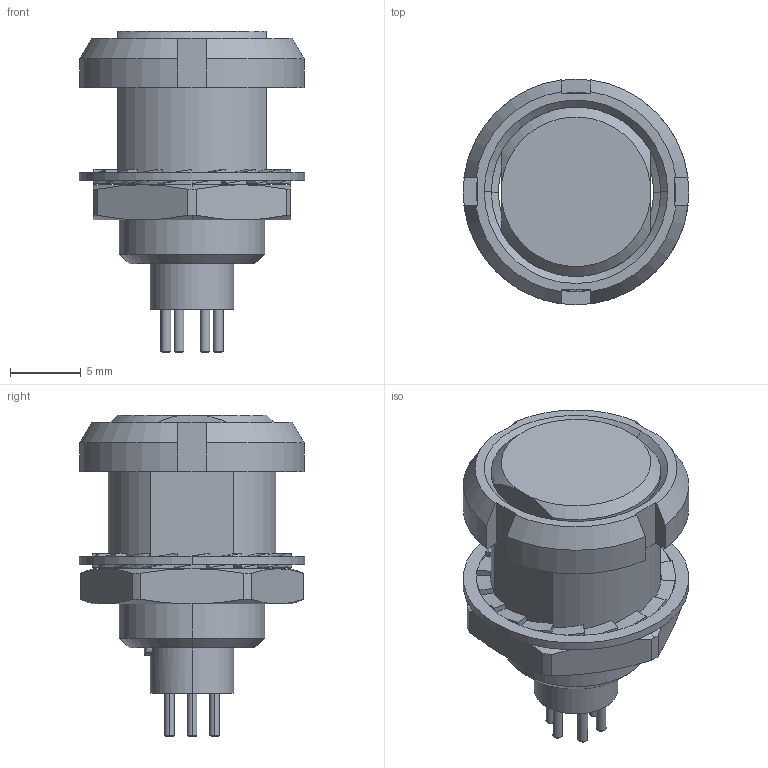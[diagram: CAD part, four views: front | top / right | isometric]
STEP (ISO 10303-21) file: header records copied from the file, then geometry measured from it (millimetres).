
FILE_DESCRIPTION(('FreeCAD Model'),'2;1');
FILE_NAME('LEMO_ECG_1B_306_CLN.step', '2019-10-29T10:23:27',('kicad StepUp'),('ksu MCAD'), 'Open CASCADE STEP processor 7.3','FreeCAD','Unknown');
FILE_SCHEMA(('AUTOMOTIVE_DESIGN { 1 0 10303 214 1 1 1 1 }'));
Length unit declared in the file: millimetre
Products named in the file (1): LEMO_ECG_1B_306_CLN
Bounding box: 16 x 16 x 22.8 mm (x, y, z)
Volume: 2215.1 mm3; surface area: 1888.1 mm2
Topology: 4 solids, 4 shells, 267 faces, 650 edges, 398 vertices
Faces by surface type: cylinder 113, plane 72, cone 46, bspline 36
Entity records: 10353 total; most frequent: CARTESIAN_POINT 2574, ORIENTED_EDGE 1300, DIRECTION 1130, EDGE_CURVE 650, AXIS2_PLACEMENT_3D 426, VERTEX_POINT 398, FACE_BOUND 280, EDGE_LOOP 280
